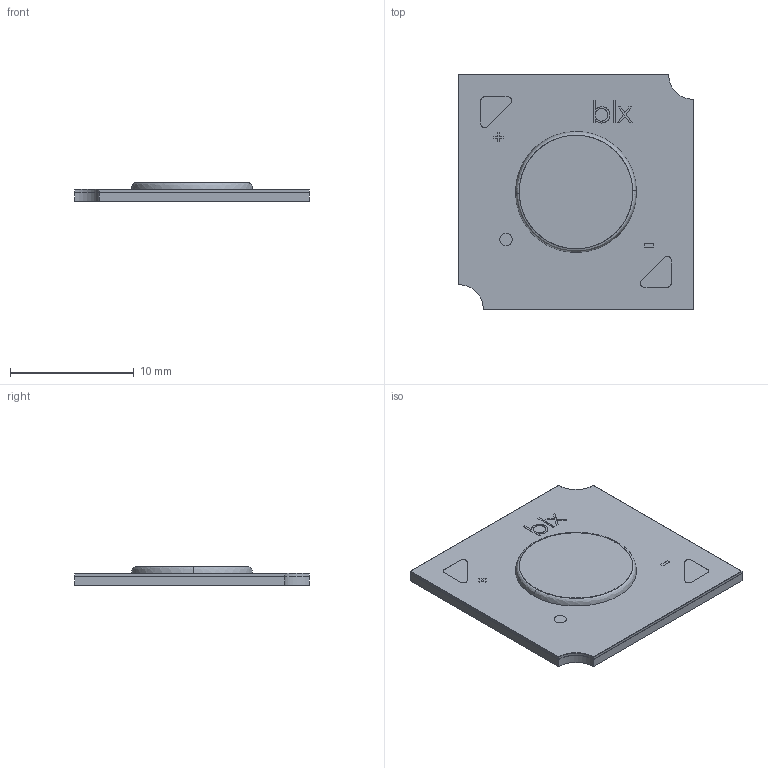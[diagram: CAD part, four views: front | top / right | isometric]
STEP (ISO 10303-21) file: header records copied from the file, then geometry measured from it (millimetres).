
FILE_DESCRIPTION (( 'STEP AP214' ), '1' );
FILE_NAME ('V-9 Single Array.STEP', '2018-02-05T21:23:48', ( '' ), ( '' ), 'SwSTEP 2.0', 'SolidWorks 2018', '' );
FILE_SCHEMA (( 'AUTOMOTIVE_DESIGN' ));
Length unit declared in the file: millimetre
Products named in the file (2): V-9 Single Array
Bounding box: 19 x 19 x 1.52 mm (x, y, z)
Surface area: 1397.8 mm2 (no closed solid volume)
Topology: 0 solids, 15 shells, 69 faces, 437 edges, 364 vertices
Faces by surface type: plane 49, cylinder 10, bspline 10
Entity records: 5223 total; most frequent: CARTESIAN_POINT 1248, DIRECTION 598, ORIENTED_EDGE 549, EDGE_CURVE 437, VERTEX_POINT 364, LINE 256, VECTOR 256, AXIS2_PLACEMENT_3D 171
